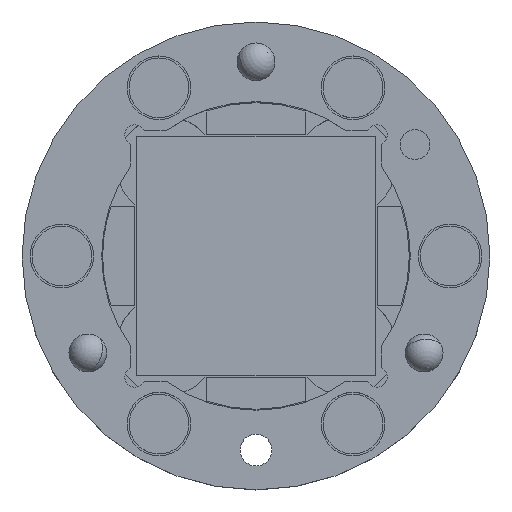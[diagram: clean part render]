
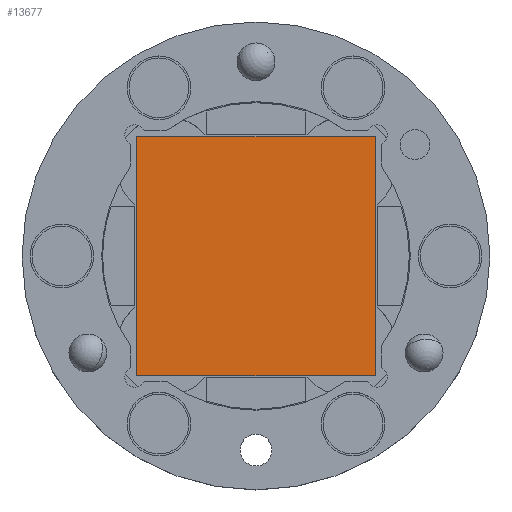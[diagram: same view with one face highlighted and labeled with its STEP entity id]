
A CAD part, top view. The second image highlights one B-rep face of the part: STEP entity #13677.
In plain terms, the highlighted planar face has unit normal (0, 0, 1).
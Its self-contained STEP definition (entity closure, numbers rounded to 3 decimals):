
#138 = DIRECTION ( 'NONE',  ( 0., -1., 0. ) ) ;
#232 = FACE_OUTER_BOUND ( 'NONE', #10684, .T. ) ;
#505 = VERTEX_POINT ( 'NONE', #2877 ) ;
#705 = ORIENTED_EDGE ( 'NONE', *, *, #11886, .F. ) ;
#824 = DIRECTION ( 'NONE',  ( 0., 0., 1. ) ) ;
#2672 = EDGE_CURVE ( 'NONE', #505, #8768, #5788, .T. ) ;
#2821 = AXIS2_PLACEMENT_3D ( 'NONE', #8240, #824, #9473 ) ;
#2849 = CARTESIAN_POINT ( 'NONE',  ( 6., 6., -7.7 ) ) ;
#2877 = CARTESIAN_POINT ( 'NONE',  ( -6., 6., -7.7 ) ) ;
#3252 = PLANE ( 'NONE',  #2821 ) ;
#3588 = ORIENTED_EDGE ( 'NONE', *, *, #15982, .F. ) ;
#4301 = ORIENTED_EDGE ( 'NONE', *, *, #8677, .F. ) ;
#4979 = VECTOR ( 'NONE', #11118, 1000. ) ;
#5788 = LINE ( 'NONE', #11964, #11981 ) ;
#5799 = DIRECTION ( 'NONE',  ( 1., 0., 0. ) ) ;
#6031 = VERTEX_POINT ( 'NONE', #9865 ) ;
#6166 = LINE ( 'NONE', #14176, #12358 ) ;
#7380 = LINE ( 'NONE', #11220, #7770 ) ;
#7770 = VECTOR ( 'NONE', #138, 1000. ) ;
#8134 = CARTESIAN_POINT ( 'NONE',  ( 6., -6., -7.7 ) ) ;
#8240 = CARTESIAN_POINT ( 'NONE',  ( -6., -6., -7.7 ) ) ;
#8677 = EDGE_CURVE ( 'NONE', #14489, #6031, #11567, .T. ) ;
#8768 = VERTEX_POINT ( 'NONE', #2849 ) ;
#9473 = DIRECTION ( 'NONE',  ( -1., 0., 0. ) ) ;
#9865 = CARTESIAN_POINT ( 'NONE',  ( -6., -6., -7.7 ) ) ;
#9876 = CARTESIAN_POINT ( 'NONE',  ( -6., -6., -7.7 ) ) ;
#10684 = EDGE_LOOP ( 'NONE', ( #3588, #4301, #705, #13654 ) ) ;
#11118 = DIRECTION ( 'NONE',  ( -1., 0., 0. ) ) ;
#11220 = CARTESIAN_POINT ( 'NONE',  ( 6., 6., -7.7 ) ) ;
#11567 = LINE ( 'NONE', #9876, #4979 ) ;
#11886 = EDGE_CURVE ( 'NONE', #8768, #14489, #7380, .T. ) ;
#11964 = CARTESIAN_POINT ( 'NONE',  ( -6., 6., -7.7 ) ) ;
#11981 = VECTOR ( 'NONE', #5799, 1000. ) ;
#12358 = VECTOR ( 'NONE', #15408, 1000. ) ;
#13654 = ORIENTED_EDGE ( 'NONE', *, *, #2672, .F. ) ;
#13677 = ADVANCED_FACE ( 'NONE', ( #232 ), #3252, .T. ) ;
#14176 = CARTESIAN_POINT ( 'NONE',  ( -6., 6., -7.7 ) ) ;
#14489 = VERTEX_POINT ( 'NONE', #8134 ) ;
#15408 = DIRECTION ( 'NONE',  ( 0., 1., 0. ) ) ;
#15982 = EDGE_CURVE ( 'NONE', #6031, #505, #6166, .T. ) ;
